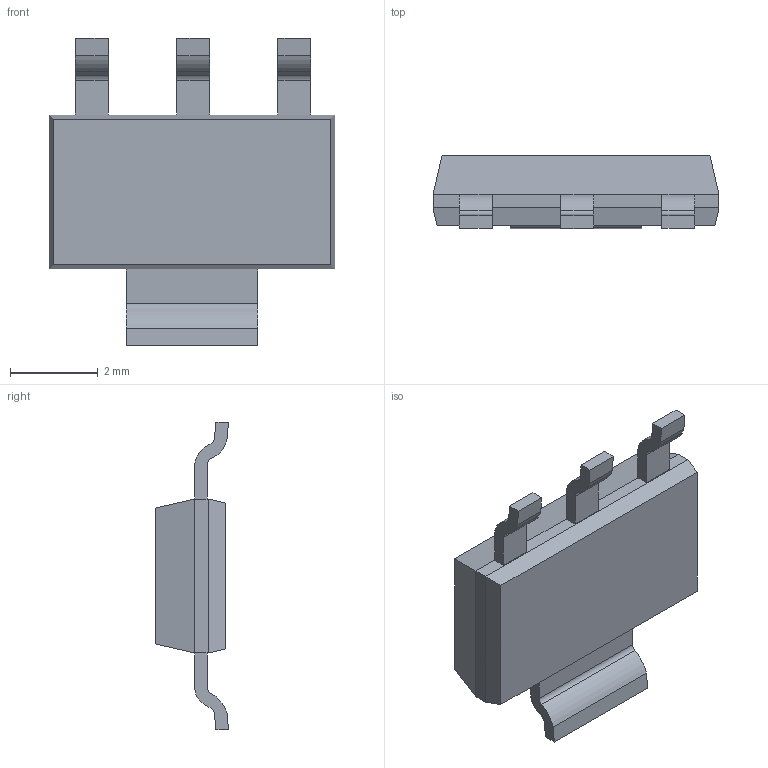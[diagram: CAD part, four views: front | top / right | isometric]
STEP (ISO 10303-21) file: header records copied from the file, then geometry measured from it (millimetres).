
FILE_DESCRIPTION(('STEP AP242'),'1');
FILE_NAME('lm7805mpx_nopb.stp','2020-12-08T21:22:53',('TraceParts'),('TraceParts S.A.'),'Spatial InterOp 3D',' ',' ');
FILE_SCHEMA(('AP242_MANAGED_MODEL_BASED_3D_ENGINEERING_MIM_LF {1 0 10303 442 1 1 4}'));
Length unit declared in the file: millimetre
Products named in the file (1): lm7805mpx_nopb
Bounding box: 6.5 x 1.66 x 7 mm (x, y, z)
Volume: 37.1 mm3; surface area: 96.4 mm2
Topology: 1 solids, 1 shells, 65 faces, 166 edges, 108 vertices
Faces by surface type: plane 47, cylinder 18
Entity records: 2488 total; most frequent: CARTESIAN_POINT 340, DIRECTION 334, ORIENTED_EDGE 332, EDGE_CURVE 166, LINE 130, VECTOR 130, VERTEX_POINT 108, AXIS2_PLACEMENT_3D 102
